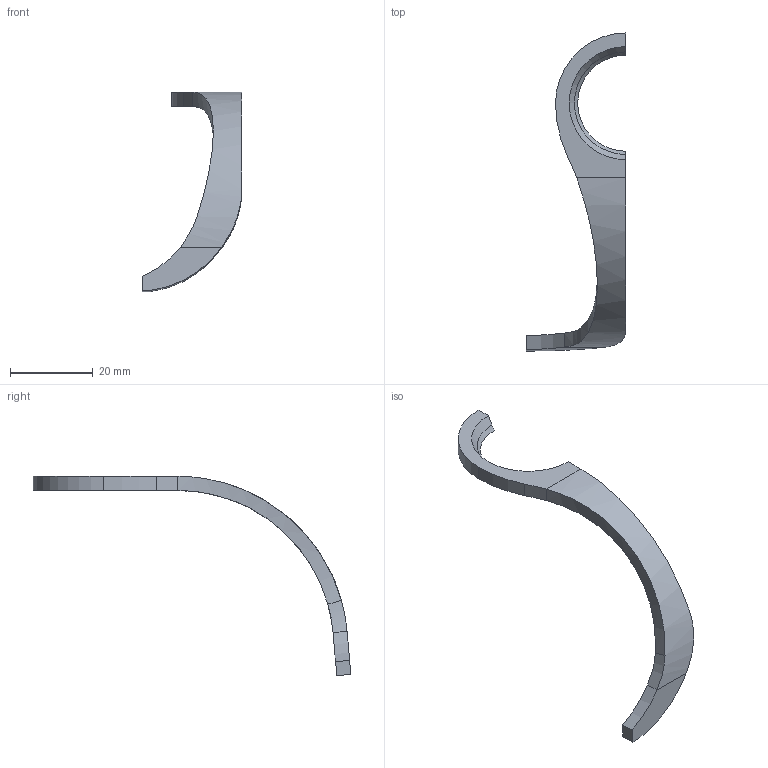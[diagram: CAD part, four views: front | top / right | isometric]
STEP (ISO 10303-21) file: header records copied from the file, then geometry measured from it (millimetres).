
FILE_DESCRIPTION (( 'STEP AP203' ), '1' );
FILE_NAME ('HHLG Stuetze Rev1.STEP', '2014-03-18T07:09:25', ( '' ), ( '' ), 'SwSTEP 2.0', 'SolidWorks 2014', '' );
FILE_SCHEMA (( 'CONFIG_CONTROL_DESIGN' ));
Length unit declared in the file: millimetre
Products named in the file (1): HHLG Stuetze Rev1
Bounding box: 24 x 76.69 x 48.11 mm (x, y, z)
Volume: 2854.7 mm3; surface area: 2560.3 mm2
Topology: 1 solids, 1 shells, 23 faces, 55 edges, 34 vertices
Faces by surface type: plane 9, cylinder 7, bspline 5, sphere 1, cone 1
Entity records: 1093 total; most frequent: CARTESIAN_POINT 517, ORIENTED_EDGE 110, DIRECTION 93, EDGE_CURVE 55, AXIS2_PLACEMENT_3D 36, VERTEX_POINT 34, FACE_OUTER_BOUND 23, EDGE_LOOP 23
